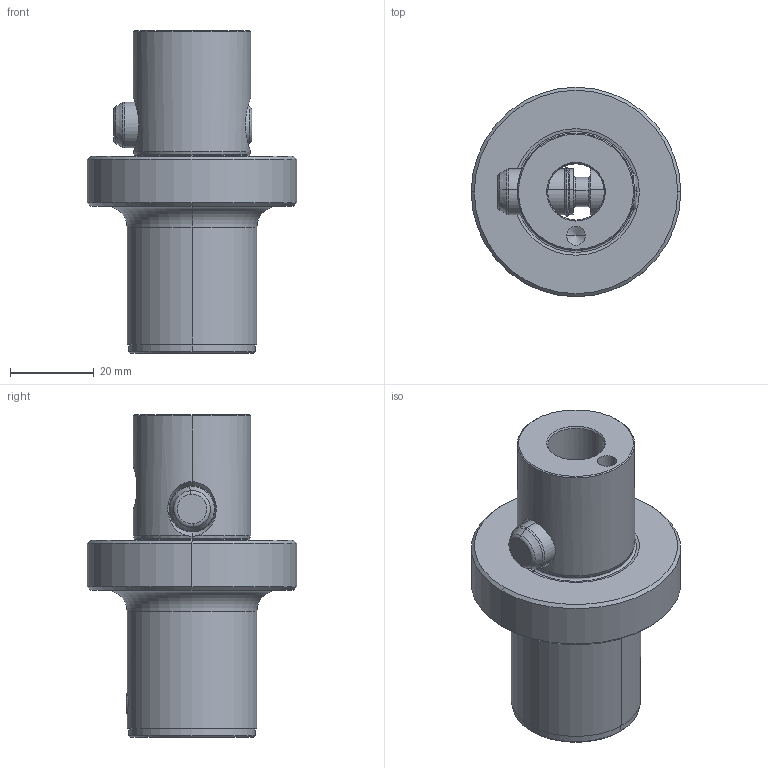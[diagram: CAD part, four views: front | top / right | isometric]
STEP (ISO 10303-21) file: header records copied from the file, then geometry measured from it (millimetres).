
FILE_DESCRIPTION(('no description'),'unknown implementation level');
FILE_NAME('8917E432-8933-4ED6-B700-5D583D3BBE49_export.stp',' ',('CIMSOURCE GmbH'),('CADClick - KiM GmbH - www.kimweb.de'),'unknown preprocess','ACIS','unknown authorization');
FILE_SCHEMA(('automotive_design'));
Length unit declared in the file: millimetre
Products named in the file (4): 332.531 Kaiser CK5 X CK3 X 70B|332.531 Kaiser CK5 X CK3 X 70B_Standard;NONE; 332.531 Kaiser CK5 X CK3 X 70B|690.433 Kaiser ETL M6 X 8,5 CK3_Standard;NONE; 332.531 Kaiser CK5 X CK3 X 70B|691.505 Kaiser ETL �11 X 33K_Standard|693.304 Sprengring_Standard;NONE; 332.531 Kaiser CK5 X CK3 X 70B|691.505 Kaiser ETL �11 X 33K_Standard|691.525 Mitnehmerbolzen_Standard;NONE
Bounding box: 50 x 50 x 77 mm (x, y, z)
Volume: 55319.8 mm3; surface area: 16964.9 mm2
Topology: 4 solids, 4 shells, 151 faces, 341 edges, 197 vertices
Faces by surface type: cone 48, cylinder 38, plane 36, torus 26, bspline 3
Entity records: 9098 total; most frequent: CARTESIAN_POINT 1716, DIRECTION 779, STYLED_ITEM 689, PRESENTATION_STYLE_ASSIGNMENT 689, COLOUR_RGB 689, ORIENTED_EDGE 674, EDGE_CURVE 337, CURVE_STYLE 337
